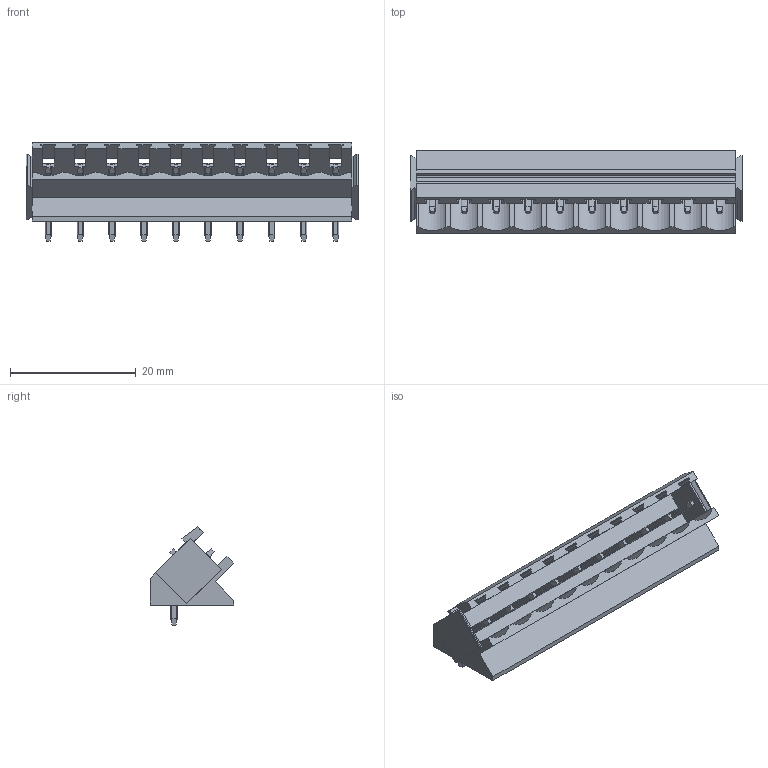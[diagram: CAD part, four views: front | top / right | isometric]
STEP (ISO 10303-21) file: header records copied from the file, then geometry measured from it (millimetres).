
FILE_DESCRIPTION(('CATIA V5 STEP Exchange','CAx-IF Rec.Pracs.--- Model Styling and Organization---1.2---2011-12-15'),'2;1');
FILE_NAME ('D1453240_0_1605610000_1605610000.stp','2018-10-10T04:57:04+00:00',('none'),('Weidmueller'),'CATIA Version 5-6 Release 2014','CATIA V5 STEP AP214','none');
FILE_SCHEMA(('AUTOMOTIVE_DESIGN { 1 0 10303 214 1 1 1 1 }'));
Length unit declared in the file: millimetre
Products named in the file (1): 1605610000
Bounding box: 52.8 x 13.3 x 15.67 mm (x, y, z)
Volume: 3204.1 mm3; surface area: 4378.6 mm2
Topology: 11 solids, 11 shells, 536 faces, 1470 edges, 936 vertices
Faces by surface type: plane 364, cylinder 172
Entity records: 18712 total; most frequent: CARTESIAN_POINT 6286, ORIENTED_EDGE 2940, DIRECTION 1948, EDGE_CURVE 1470, VECTOR 1126, LINE 1126, VERTEX_POINT 936, EDGE_LOOP 556
